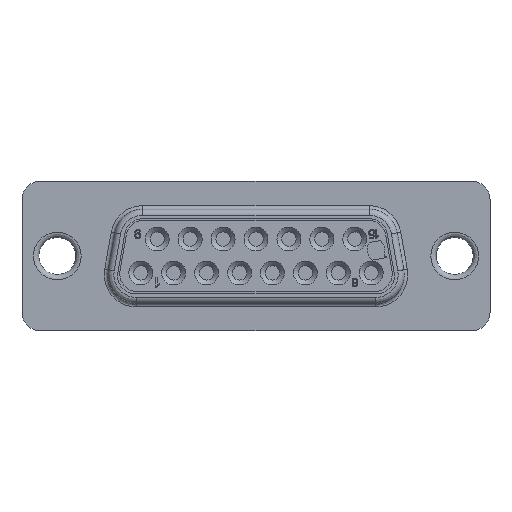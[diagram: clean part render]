
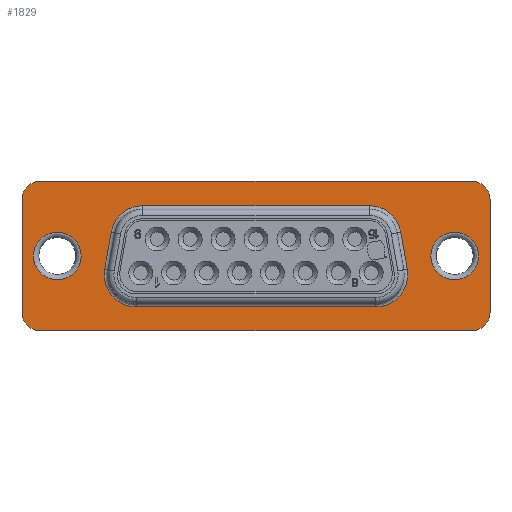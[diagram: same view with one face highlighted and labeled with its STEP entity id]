
A CAD part, front view. The second image highlights one B-rep face of the part: STEP entity #1829.
In plain terms, the highlighted planar face has unit normal (0, -1, 0).
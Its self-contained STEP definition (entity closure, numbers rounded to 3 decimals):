
#981=FACE_BOUND('',#2801,.T.);
#982=FACE_BOUND('',#2802,.T.);
#983=FACE_BOUND('',#2803,.T.);
#984=FACE_BOUND('',#2804,.T.);
#1311=CIRCLE('',#8201,2.);
#1312=CIRCLE('',#8202,2.);
#1313=CIRCLE('',#8203,2.7);
#1314=CIRCLE('',#8204,2.7);
#1315=CIRCLE('',#8205,2.7);
#1316=CIRCLE('',#8206,2.7);
#1317=CIRCLE('',#8207,1.5);
#1318=CIRCLE('',#8208,1.5);
#1319=CIRCLE('',#8209,1.5);
#1320=CIRCLE('',#8210,1.5);
#1829=ADVANCED_FACE('',(#981,#982,#983,#984),#2219,.T.);
#2219=PLANE('',#8211);
#2801=EDGE_LOOP('',(#3589));
#2802=EDGE_LOOP('',(#3590));
#2803=EDGE_LOOP('',(#3591,#3592,#3593,#3594,#3595,#3596,#3597,#3598));
#2804=EDGE_LOOP('',(#3599,#3600,#3601,#3602,#3603,#3604,#3605,#3606));
#3589=ORIENTED_EDGE('',*,*,#6108,.T.);
#3590=ORIENTED_EDGE('',*,*,#6107,.T.);
#3591=ORIENTED_EDGE('',*,*,#6109,.T.);
#3592=ORIENTED_EDGE('',*,*,#6110,.T.);
#3593=ORIENTED_EDGE('',*,*,#6111,.T.);
#3594=ORIENTED_EDGE('',*,*,#6112,.T.);
#3595=ORIENTED_EDGE('',*,*,#6113,.T.);
#3596=ORIENTED_EDGE('',*,*,#6114,.T.);
#3597=ORIENTED_EDGE('',*,*,#6115,.T.);
#3598=ORIENTED_EDGE('',*,*,#6116,.T.);
#3599=ORIENTED_EDGE('',*,*,#6117,.T.);
#3600=ORIENTED_EDGE('',*,*,#6118,.T.);
#3601=ORIENTED_EDGE('',*,*,#6119,.T.);
#3602=ORIENTED_EDGE('',*,*,#6120,.F.);
#3603=ORIENTED_EDGE('',*,*,#6121,.T.);
#3604=ORIENTED_EDGE('',*,*,#6122,.F.);
#3605=ORIENTED_EDGE('',*,*,#6123,.T.);
#3606=ORIENTED_EDGE('',*,*,#6124,.F.);
#5370=VERTEX_POINT('',#11057);
#5371=VERTEX_POINT('',#11094);
#5372=VERTEX_POINT('',#11096);
#5373=VERTEX_POINT('',#11097);
#5374=VERTEX_POINT('',#11099);
#5375=VERTEX_POINT('',#11101);
#5376=VERTEX_POINT('',#11103);
#5377=VERTEX_POINT('',#11105);
#5378=VERTEX_POINT('',#11107);
#5379=VERTEX_POINT('',#11109);
#5380=VERTEX_POINT('',#11112);
#5381=VERTEX_POINT('',#11113);
#5382=VERTEX_POINT('',#11115);
#5383=VERTEX_POINT('',#11117);
#5384=VERTEX_POINT('',#11119);
#5385=VERTEX_POINT('',#11121);
#5386=VERTEX_POINT('',#11123);
#5387=VERTEX_POINT('',#11125);
#6107=EDGE_CURVE('',#5370,#5370,#1311,.T.);
#6108=EDGE_CURVE('',#5371,#5371,#1312,.T.);
#6109=EDGE_CURVE('',#5372,#5373,#7177,.T.);
#6110=EDGE_CURVE('',#5373,#5374,#1313,.T.);
#6111=EDGE_CURVE('',#5374,#5375,#7178,.T.);
#6112=EDGE_CURVE('',#5375,#5376,#1314,.T.);
#6113=EDGE_CURVE('',#5376,#5377,#7179,.T.);
#6114=EDGE_CURVE('',#5377,#5378,#1315,.T.);
#6115=EDGE_CURVE('',#5378,#5379,#7180,.T.);
#6116=EDGE_CURVE('',#5379,#5372,#1316,.T.);
#6117=EDGE_CURVE('',#5380,#5381,#1317,.T.);
#6118=EDGE_CURVE('',#5381,#5382,#7181,.T.);
#6119=EDGE_CURVE('',#5382,#5383,#1318,.T.);
#6120=EDGE_CURVE('',#5384,#5383,#7182,.T.);
#6121=EDGE_CURVE('',#5384,#5385,#1319,.T.);
#6122=EDGE_CURVE('',#5386,#5385,#7183,.T.);
#6123=EDGE_CURVE('',#5386,#5387,#1320,.T.);
#6124=EDGE_CURVE('',#5380,#5387,#7184,.T.);
#7177=LINE('',#11095,#7684);
#7178=LINE('',#11100,#7685);
#7179=LINE('',#11104,#7686);
#7180=LINE('',#11108,#7687);
#7181=LINE('',#11114,#7688);
#7182=LINE('',#11118,#7689);
#7183=LINE('',#11122,#7690);
#7184=LINE('',#11126,#7691);
#7684=VECTOR('',#9127,1.);
#7685=VECTOR('',#9130,1.);
#7686=VECTOR('',#9133,1.);
#7687=VECTOR('',#9136,1.);
#7688=VECTOR('',#9141,1.);
#7689=VECTOR('',#9144,1.);
#7690=VECTOR('',#9147,1.);
#7691=VECTOR('',#9150,1.);
#8201=AXIS2_PLACEMENT_3D('',#11056,#9123,#9124);
#8202=AXIS2_PLACEMENT_3D('',#11093,#9125,#9126);
#8203=AXIS2_PLACEMENT_3D('',#11098,#9128,#9129);
#8204=AXIS2_PLACEMENT_3D('',#11102,#9131,#9132);
#8205=AXIS2_PLACEMENT_3D('',#11106,#9134,#9135);
#8206=AXIS2_PLACEMENT_3D('',#11110,#9137,#9138);
#8207=AXIS2_PLACEMENT_3D('',#11111,#9139,#9140);
#8208=AXIS2_PLACEMENT_3D('',#11116,#9142,#9143);
#8209=AXIS2_PLACEMENT_3D('',#11120,#9145,#9146);
#8210=AXIS2_PLACEMENT_3D('',#11124,#9148,#9149);
#8211=AXIS2_PLACEMENT_3D('',#11127,#9151,#9152);
#9123=DIRECTION('',(0.,1.,0.));
#9124=DIRECTION('',(-1.,0.,0.));
#9125=DIRECTION('',(0.,1.,0.));
#9126=DIRECTION('',(1.,0.,0.));
#9127=DIRECTION('',(1.,0.,0.));
#9128=DIRECTION('',(0.,1.,0.));
#9129=DIRECTION('',(0.,0.,1.));
#9130=DIRECTION('',(0.174,0.,-0.985));
#9131=DIRECTION('',(0.,1.,0.));
#9132=DIRECTION('',(0.985,0.,0.174));
#9133=DIRECTION('',(-1.,0.,0.));
#9134=DIRECTION('',(0.,1.,0.));
#9135=DIRECTION('',(0.,0.,-1.));
#9136=DIRECTION('',(0.174,0.,0.985));
#9137=DIRECTION('',(0.,1.,0.));
#9138=DIRECTION('',(-0.985,0.,0.174));
#9139=DIRECTION('',(0.,-1.,0.));
#9140=DIRECTION('',(0.,0.,-1.));
#9141=DIRECTION('',(0.,0.,1.));
#9142=DIRECTION('',(0.,-1.,0.));
#9143=DIRECTION('',(1.,0.,0.));
#9144=DIRECTION('',(1.,0.,0.));
#9145=DIRECTION('',(0.,-1.,0.));
#9146=DIRECTION('',(0.,0.,1.));
#9147=DIRECTION('',(0.,0.,1.));
#9148=DIRECTION('',(0.,-1.,0.));
#9149=DIRECTION('',(-1.,0.,0.));
#9150=DIRECTION('',(-1.,0.,0.));
#9151=DIRECTION('',(0.,-1.,0.));
#9152=DIRECTION('',(1.,0.,0.));
#11056=CARTESIAN_POINT('',(-2.89,-0.45,-6.2));
#11057=CARTESIAN_POINT('',(-4.89,-0.45,-6.2));
#11093=CARTESIAN_POINT('',(-36.21,-0.45,-6.2));
#11094=CARTESIAN_POINT('',(-34.21,-0.45,-6.2));
#11095=CARTESIAN_POINT('',(-29.028,-0.45,-1.975));
#11096=CARTESIAN_POINT('',(-29.028,-0.45,-1.975));
#11097=CARTESIAN_POINT('',(-10.072,-0.45,-1.975));
#11098=CARTESIAN_POINT('',(-10.072,-0.45,-4.675));
#11099=CARTESIAN_POINT('',(-7.413,-0.45,-4.206));
#11100=CARTESIAN_POINT('',(-7.413,-0.45,-4.206));
#11101=CARTESIAN_POINT('',(-6.866,-0.45,-7.306));
#11102=CARTESIAN_POINT('',(-9.525,-0.45,-7.775));
#11103=CARTESIAN_POINT('',(-9.525,-0.45,-10.475));
#11104=CARTESIAN_POINT('',(-9.525,-0.45,-10.475));
#11105=CARTESIAN_POINT('',(-29.575,-0.45,-10.475));
#11106=CARTESIAN_POINT('',(-29.575,-0.45,-7.775));
#11107=CARTESIAN_POINT('',(-32.234,-0.45,-7.306));
#11108=CARTESIAN_POINT('',(-32.234,-0.45,-7.306));
#11109=CARTESIAN_POINT('',(-31.687,-0.45,-4.206));
#11110=CARTESIAN_POINT('',(-29.028,-0.45,-4.675));
#11111=CARTESIAN_POINT('',(-1.43,-0.45,-10.95));
#11112=CARTESIAN_POINT('',(-1.43,-0.45,-12.45));
#11113=CARTESIAN_POINT('',(0.07,-0.45,-10.95));
#11114=CARTESIAN_POINT('',(0.07,-0.45,-10.95));
#11115=CARTESIAN_POINT('',(0.07,-0.45,-1.45));
#11116=CARTESIAN_POINT('',(-1.43,-0.45,-1.45));
#11117=CARTESIAN_POINT('',(-1.43,-0.45,0.05));
#11118=CARTESIAN_POINT('',(-37.67,-0.45,0.05));
#11119=CARTESIAN_POINT('',(-37.67,-0.45,0.05));
#11120=CARTESIAN_POINT('',(-37.67,-0.45,-1.45));
#11121=CARTESIAN_POINT('',(-39.17,-0.45,-1.45));
#11122=CARTESIAN_POINT('',(-39.17,-0.45,-10.95));
#11123=CARTESIAN_POINT('',(-39.17,-0.45,-10.95));
#11124=CARTESIAN_POINT('',(-37.67,-0.45,-10.95));
#11125=CARTESIAN_POINT('',(-37.67,-0.45,-12.45));
#11126=CARTESIAN_POINT('',(-1.43,-0.45,-12.45));
#11127=CARTESIAN_POINT('',(-40.251,-0.45,-13.175));
